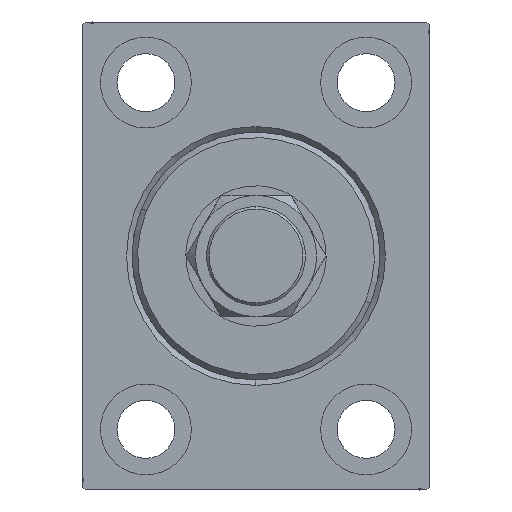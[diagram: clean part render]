
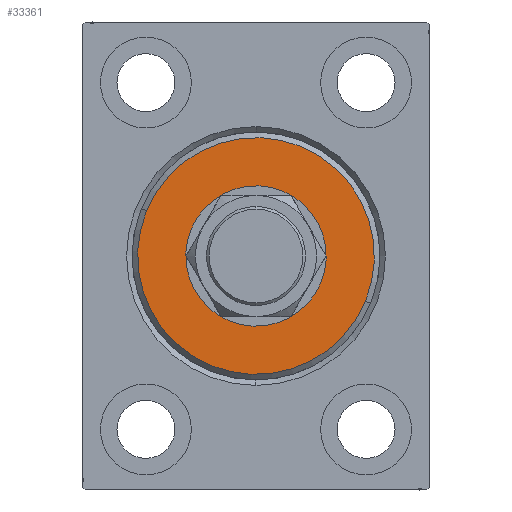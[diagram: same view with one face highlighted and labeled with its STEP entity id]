
A CAD part, left-side view. The second image highlights one B-rep face of the part: STEP entity #33361.
In plain terms, the highlighted face is planar.
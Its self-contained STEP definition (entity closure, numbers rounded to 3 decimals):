
#162 = DIRECTION ( 'NONE',  ( 0., 0., -1. ) ) ;
#338 = CARTESIAN_POINT ( 'NONE',  ( 3., 0., 0. ) ) ;
#1502 = DIRECTION ( 'NONE',  ( -1., 0., 0. ) ) ;
#4070 = CIRCLE ( 'NONE', #15805, 21.5 ) ;
#4323 = VERTEX_POINT ( 'NONE', #24207 ) ;
#4686 = ORIENTED_EDGE ( 'NONE', *, *, #31143, .T. ) ;
#4924 = CARTESIAN_POINT ( 'NONE',  ( 3., 0., 0. ) ) ;
#7340 = VERTEX_POINT ( 'NONE', #42386 ) ;
#8165 = CARTESIAN_POINT ( 'NONE',  ( 3., 0., 0. ) ) ;
#8857 = AXIS2_PLACEMENT_3D ( 'NONE', #33533, #23426, #19744 ) ;
#10250 = AXIS2_PLACEMENT_3D ( 'NONE', #39735, #16082, #36984 ) ;
#10871 = DIRECTION ( 'NONE',  ( 0., 0., -1. ) ) ;
#11760 = CIRCLE ( 'NONE', #8857, 12.75 ) ;
#12194 = CIRCLE ( 'NONE', #37874, 21.5 ) ;
#12923 = AXIS2_PLACEMENT_3D ( 'NONE', #4924, #1502, #32934 ) ;
#14264 = ORIENTED_EDGE ( 'NONE', *, *, #17726, .T. ) ;
#15106 = CIRCLE ( 'NONE', #12923, 12.75 ) ;
#15156 = PLANE ( 'NONE',  #10250 ) ;
#15805 = AXIS2_PLACEMENT_3D ( 'NONE', #338, #28322, #10871 ) ;
#16082 = DIRECTION ( 'NONE',  ( 1., 0., 0. ) ) ;
#17726 = EDGE_CURVE ( 'NONE', #27063, #7340, #4070, .T. ) ;
#18403 = EDGE_CURVE ( 'NONE', #4323, #23234, #15106, .T. ) ;
#19039 = EDGE_CURVE ( 'NONE', #7340, #27063, #12194, .T. ) ;
#19744 = DIRECTION ( 'NONE',  ( 0., 0., -1. ) ) ;
#22977 = FACE_BOUND ( 'NONE', #41354, .T. ) ;
#23234 = VERTEX_POINT ( 'NONE', #38485 ) ;
#23426 = DIRECTION ( 'NONE',  ( -1., 0., 0. ) ) ;
#24207 = CARTESIAN_POINT ( 'NONE',  ( 3., 0., 12.75 ) ) ;
#27050 = CARTESIAN_POINT ( 'NONE',  ( 3., 0., -21.5 ) ) ;
#27063 = VERTEX_POINT ( 'NONE', #27050 ) ;
#28322 = DIRECTION ( 'NONE',  ( 1., 0., 0. ) ) ;
#28722 = ORIENTED_EDGE ( 'NONE', *, *, #18403, .T. ) ;
#29846 = FACE_OUTER_BOUND ( 'NONE', #31933, .T. ) ;
#31143 = EDGE_CURVE ( 'NONE', #23234, #4323, #11760, .T. ) ;
#31933 = EDGE_LOOP ( 'NONE', ( #41413, #14264 ) ) ;
#32275 = DIRECTION ( 'NONE',  ( 1., 0., 0. ) ) ;
#32934 = DIRECTION ( 'NONE',  ( 0., 0., -1. ) ) ;
#33361 = ADVANCED_FACE ( 'NONE', ( #29846, #22977 ), #15156, .T. ) ;
#33533 = CARTESIAN_POINT ( 'NONE',  ( 3., 0., 0. ) ) ;
#36984 = DIRECTION ( 'NONE',  ( 0., 0., -1. ) ) ;
#37874 = AXIS2_PLACEMENT_3D ( 'NONE', #8165, #32275, #162 ) ;
#38485 = CARTESIAN_POINT ( 'NONE',  ( 3., 0., -12.75 ) ) ;
#39735 = CARTESIAN_POINT ( 'NONE',  ( 3., 0., 0. ) ) ;
#41354 = EDGE_LOOP ( 'NONE', ( #28722, #4686 ) ) ;
#41413 = ORIENTED_EDGE ( 'NONE', *, *, #19039, .T. ) ;
#42386 = CARTESIAN_POINT ( 'NONE',  ( 3., 0., 21.5 ) ) ;
